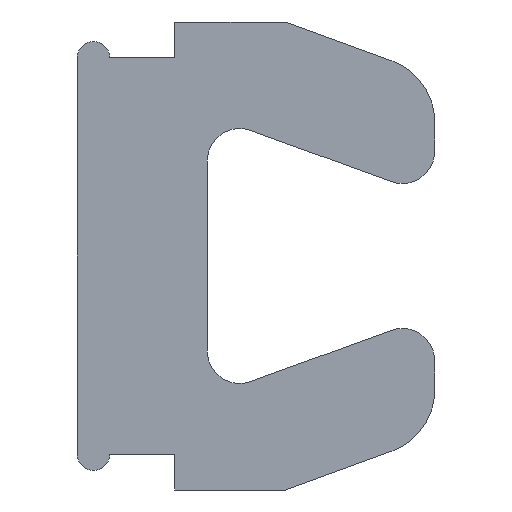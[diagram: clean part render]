
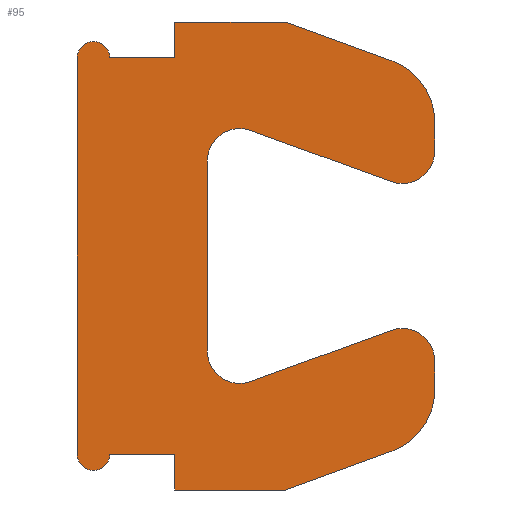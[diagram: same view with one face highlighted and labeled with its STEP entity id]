
A CAD part, left-side view. The second image highlights one B-rep face of the part: STEP entity #95.
In plain terms, the highlighted planar face has unit normal (-1, 0, 0).
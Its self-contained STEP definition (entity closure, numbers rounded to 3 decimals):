
#95=ADVANCED_FACE('',(#184),#185,.F.);
#184=FACE_OUTER_BOUND('',#264,.T.);
#185=PLANE('',#265);
#264=EDGE_LOOP('',(#471,#472,#473,#474,#475,#476,#477,#478,#479,#480,#481,#482,#483,#484,#485,#486,#487,#488,#489,#490,#491,#492));
#265=AXIS2_PLACEMENT_3D('',#493,#494,#495);
#471=ORIENTED_EDGE('',*,*,#584,.T.);
#472=ORIENTED_EDGE('',*,*,#500,.T.);
#473=ORIENTED_EDGE('',*,*,#505,.F.);
#474=ORIENTED_EDGE('',*,*,#509,.T.);
#475=ORIENTED_EDGE('',*,*,#513,.F.);
#476=ORIENTED_EDGE('',*,*,#517,.T.);
#477=ORIENTED_EDGE('',*,*,#521,.T.);
#478=ORIENTED_EDGE('',*,*,#525,.T.);
#479=ORIENTED_EDGE('',*,*,#529,.T.);
#480=ORIENTED_EDGE('',*,*,#533,.T.);
#481=ORIENTED_EDGE('',*,*,#537,.F.);
#482=ORIENTED_EDGE('',*,*,#541,.T.);
#483=ORIENTED_EDGE('',*,*,#545,.F.);
#484=ORIENTED_EDGE('',*,*,#549,.T.);
#485=ORIENTED_EDGE('',*,*,#553,.T.);
#486=ORIENTED_EDGE('',*,*,#557,.T.);
#487=ORIENTED_EDGE('',*,*,#561,.T.);
#488=ORIENTED_EDGE('',*,*,#565,.F.);
#489=ORIENTED_EDGE('',*,*,#569,.T.);
#490=ORIENTED_EDGE('',*,*,#573,.F.);
#491=ORIENTED_EDGE('',*,*,#577,.T.);
#492=ORIENTED_EDGE('',*,*,#581,.T.);
#493=CARTESIAN_POINT('',(0.0,-2.513,0.));
#494=DIRECTION('',(1.0,0.0,-0.0));
#495=DIRECTION('',(0.0,0.0,1.0));
#500=EDGE_CURVE('',#594,#592,#595,.T.);
#505=EDGE_CURVE('',#600,#592,#602,.T.);
#509=EDGE_CURVE('',#600,#606,#608,.T.);
#513=EDGE_CURVE('',#612,#606,#614,.T.);
#517=EDGE_CURVE('',#612,#618,#620,.T.);
#521=EDGE_CURVE('',#618,#624,#626,.T.);
#525=EDGE_CURVE('',#624,#630,#632,.T.);
#529=EDGE_CURVE('',#630,#636,#638,.T.);
#533=EDGE_CURVE('',#636,#642,#644,.T.);
#537=EDGE_CURVE('',#648,#642,#650,.T.);
#541=EDGE_CURVE('',#648,#654,#656,.T.);
#545=EDGE_CURVE('',#660,#654,#662,.T.);
#549=EDGE_CURVE('',#660,#666,#668,.T.);
#553=EDGE_CURVE('',#666,#672,#674,.T.);
#557=EDGE_CURVE('',#672,#678,#680,.T.);
#561=EDGE_CURVE('',#678,#684,#686,.T.);
#565=EDGE_CURVE('',#690,#684,#692,.T.);
#569=EDGE_CURVE('',#690,#696,#698,.T.);
#573=EDGE_CURVE('',#702,#696,#704,.T.);
#577=EDGE_CURVE('',#702,#708,#710,.T.);
#581=EDGE_CURVE('',#708,#714,#716,.T.);
#584=EDGE_CURVE('',#714,#594,#719,.T.);
#592=VERTEX_POINT('',#728);
#594=VERTEX_POINT('',#731);
#595=LINE('',#732,#733);
#600=VERTEX_POINT('',#739);
#602=CIRCLE('',#742,1.);
#606=VERTEX_POINT('',#747);
#608=LINE('',#750,#751);
#612=VERTEX_POINT('',#755);
#614=CIRCLE('',#758,0.5);
#618=VERTEX_POINT('',#763);
#620=LINE('',#766,#767);
#624=VERTEX_POINT('',#771);
#626=CIRCLE('',#774,0.5);
#630=VERTEX_POINT('',#779);
#632=LINE('',#782,#783);
#636=VERTEX_POINT('',#787);
#638=CIRCLE('',#790,0.5);
#642=VERTEX_POINT('',#795);
#644=LINE('',#798,#799);
#648=VERTEX_POINT('',#803);
#650=CIRCLE('',#806,0.5);
#654=VERTEX_POINT('',#811);
#656=LINE('',#814,#815);
#660=VERTEX_POINT('',#819);
#662=CIRCLE('',#822,1.);
#666=VERTEX_POINT('',#827);
#668=LINE('',#830,#831);
#672=VERTEX_POINT('',#836);
#674=LINE('',#839,#840);
#678=VERTEX_POINT('',#845);
#680=LINE('',#848,#849);
#684=VERTEX_POINT('',#854);
#686=LINE('',#857,#858);
#690=VERTEX_POINT('',#862);
#692=CIRCLE('',#865,0.25);
#696=VERTEX_POINT('',#870);
#698=LINE('',#873,#874);
#702=VERTEX_POINT('',#878);
#704=CIRCLE('',#881,0.25);
#708=VERTEX_POINT('',#886);
#710=LINE('',#889,#890);
#714=VERTEX_POINT('',#895);
#716=LINE('',#898,#899);
#719=LINE('',#903,#904);
#728=CARTESIAN_POINT('',(0.0,-4.842,-3.002));
#731=CARTESIAN_POINT('',(0.0,-3.2,-3.6));
#732=CARTESIAN_POINT('',(0.0,-3.2,-3.6));
#733=VECTOR('',#910,1.0);
#739=CARTESIAN_POINT('',(0.0,-5.5,-2.063));
#742=AXIS2_PLACEMENT_3D('',#916,#917,#918);
#747=CARTESIAN_POINT('',(0.0,-5.5,-1.615));
#750=CARTESIAN_POINT('',(0.0,-5.5,-2.063));
#751=VECTOR('',#921,1.0);
#755=CARTESIAN_POINT('',(0.0,-4.829,-1.145));
#758=AXIS2_PLACEMENT_3D('',#926,#927,#928);
#763=CARTESIAN_POINT('',(0.0,-2.671,-1.93));
#766=CARTESIAN_POINT('',(0.0,-4.829,-1.145));
#767=VECTOR('',#931,1.0);
#771=CARTESIAN_POINT('',(0.0,-2.0,-1.46));
#774=AXIS2_PLACEMENT_3D('',#936,#937,#938);
#779=CARTESIAN_POINT('',(0.0,-2.0,1.46));
#782=CARTESIAN_POINT('',(0.0,-2.0,-1.46));
#783=VECTOR('',#941,1.0);
#787=CARTESIAN_POINT('',(0.0,-2.671,1.93));
#790=AXIS2_PLACEMENT_3D('',#946,#947,#948);
#795=CARTESIAN_POINT('',(0.0,-4.829,1.145));
#798=CARTESIAN_POINT('',(0.0,-2.671,1.93));
#799=VECTOR('',#951,1.0);
#803=CARTESIAN_POINT('',(0.0,-5.5,1.615));
#806=AXIS2_PLACEMENT_3D('',#956,#957,#958);
#811=CARTESIAN_POINT('',(0.0,-5.5,2.063));
#814=CARTESIAN_POINT('',(0.0,-5.5,1.615));
#815=VECTOR('',#961,1.0);
#819=CARTESIAN_POINT('',(0.0,-4.842,3.002));
#822=AXIS2_PLACEMENT_3D('',#966,#967,#968);
#827=CARTESIAN_POINT('',(0.0,-3.2,3.6));
#830=CARTESIAN_POINT('',(0.0,-4.842,3.002));
#831=VECTOR('',#971,1.0);
#836=CARTESIAN_POINT('',(0.0,-1.5,3.6));
#839=CARTESIAN_POINT('',(0.0,-3.2,3.6));
#840=VECTOR('',#974,1.0);
#845=CARTESIAN_POINT('',(0.0,-1.5,3.05));
#848=CARTESIAN_POINT('',(0.0,-1.5,3.6));
#849=VECTOR('',#977,1.0);
#854=CARTESIAN_POINT('',(0.0,-0.5,3.05));
#857=CARTESIAN_POINT('',(0.0,-1.5,3.05));
#858=VECTOR('',#980,1.0);
#862=CARTESIAN_POINT('',(0.0,0.,3.05));
#865=AXIS2_PLACEMENT_3D('',#985,#986,#987);
#870=CARTESIAN_POINT('',(0.0,0.0,-3.05));
#873=CARTESIAN_POINT('',(0.0,0.0,3.05));
#874=VECTOR('',#990,1.0);
#878=CARTESIAN_POINT('',(0.0,-0.5,-3.05));
#881=AXIS2_PLACEMENT_3D('',#995,#996,#997);
#886=CARTESIAN_POINT('',(0.0,-1.5,-3.05));
#889=CARTESIAN_POINT('',(0.0,-0.5,-3.05));
#890=VECTOR('',#1000,1.0);
#895=CARTESIAN_POINT('',(0.0,-1.5,-3.6));
#898=CARTESIAN_POINT('',(0.0,-1.5,-3.05));
#899=VECTOR('',#1003,1.0);
#903=CARTESIAN_POINT('',(0.0,-1.5,-3.6));
#904=VECTOR('',#1005,1.0);
#910=DIRECTION('',(0.0,-0.94,0.342));
#916=CARTESIAN_POINT('',(0.0,-4.5,-2.063));
#917=DIRECTION('',(1.0,0.0,0.0));
#918=DIRECTION('',(0.0,-1.0,0.));
#921=DIRECTION('',(0.0,0.0,1.0));
#926=CARTESIAN_POINT('',(0.0,-5.,-1.615));
#927=DIRECTION('',(1.0,0.0,-0.0));
#928=DIRECTION('',(0.0,0.342,0.94));
#931=DIRECTION('',(0.0,0.94,-0.342));
#936=CARTESIAN_POINT('',(0.0,-2.5,-1.46));
#937=DIRECTION('',(1.0,0.0,0.0));
#938=DIRECTION('',(0.0,-0.342,-0.94));
#941=DIRECTION('',(0.0,0.0,1.0));
#946=CARTESIAN_POINT('',(0.0,-2.5,1.46));
#947=DIRECTION('',(1.0,0.0,-0.0));
#948=DIRECTION('',(0.0,1.0,0.));
#951=DIRECTION('',(0.0,-0.94,-0.342));
#956=CARTESIAN_POINT('',(0.0,-5.,1.615));
#957=DIRECTION('',(1.0,0.0,0.0));
#958=DIRECTION('',(0.0,-1.0,0.));
#961=DIRECTION('',(0.0,0.0,1.0));
#966=CARTESIAN_POINT('',(0.0,-4.5,2.063));
#967=DIRECTION('',(1.0,0.0,0.0));
#968=DIRECTION('',(0.0,-0.342,0.94));
#971=DIRECTION('',(0.0,0.94,0.342));
#974=DIRECTION('',(0.0,1.0,0.0));
#977=DIRECTION('',(0.0,0.0,-1.0));
#980=DIRECTION('',(0.0,1.0,0.0));
#985=CARTESIAN_POINT('',(0.0,-0.25,3.05));
#986=DIRECTION('',(1.0,0.0,0.0));
#987=DIRECTION('',(0.0,1.0,0.0));
#990=DIRECTION('',(0.0,0.0,-1.0));
#995=CARTESIAN_POINT('',(0.0,-0.25,-3.05));
#996=DIRECTION('',(1.0,0.0,0.0));
#997=DIRECTION('',(0.0,-1.0,0.0));
#1000=DIRECTION('',(0.0,-1.0,0.0));
#1003=DIRECTION('',(0.0,0.0,-1.0));
#1005=DIRECTION('',(0.0,-1.0,0.0));
